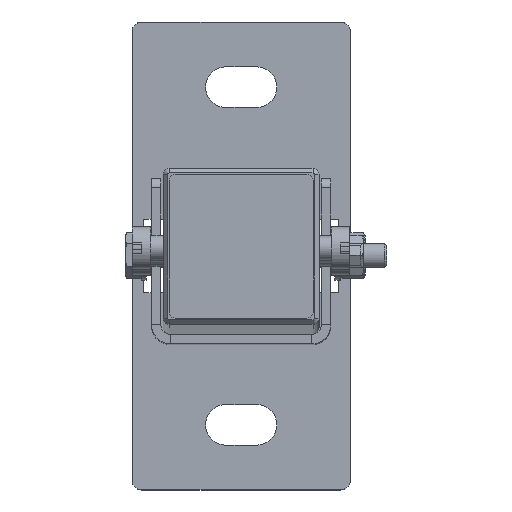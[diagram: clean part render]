
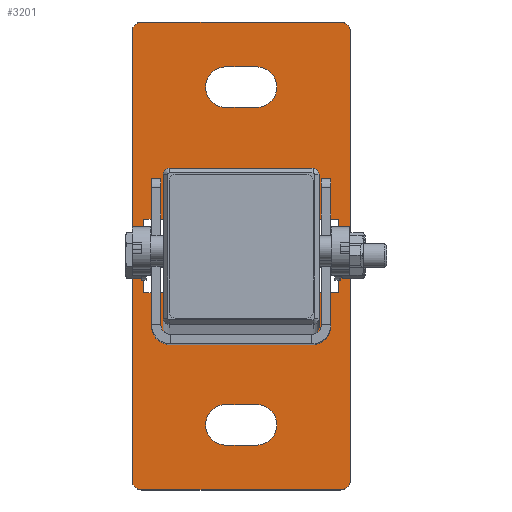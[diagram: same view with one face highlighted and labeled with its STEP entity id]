
A CAD part, top view. The second image highlights one B-rep face of the part: STEP entity #3201.
In plain terms, the highlighted planar face has unit normal (0, 0, 1).
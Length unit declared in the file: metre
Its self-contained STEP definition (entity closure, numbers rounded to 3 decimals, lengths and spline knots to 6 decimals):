
#82=LINE('',#6009,#340);
#86=LINE('',#6021,#344);
#91=LINE('',#6036,#349);
#95=LINE('',#6048,#353);
#99=LINE('',#6060,#357);
#102=LINE('',#6066,#360);
#106=LINE('',#6075,#364);
#109=LINE('',#6081,#367);
#112=LINE('',#6087,#370);
#116=LINE('',#6096,#374);
#119=LINE('',#6102,#377);
#124=LINE('',#6117,#382);
#128=LINE('',#6132,#386);
#130=LINE('',#6135,#388);
#132=LINE('',#6138,#390);
#134=LINE('',#6141,#392);
#340=VECTOR('',#3953,1.);
#344=VECTOR('',#3965,1.);
#349=VECTOR('',#3978,1.);
#353=VECTOR('',#3990,1.);
#357=VECTOR('',#4002,1.);
#360=VECTOR('',#4007,1.);
#364=VECTOR('',#4013,1.);
#367=VECTOR('',#4018,1.);
#370=VECTOR('',#4023,1.);
#374=VECTOR('',#4029,1.);
#377=VECTOR('',#4034,1.);
#382=VECTOR('',#4047,1.);
#386=VECTOR('',#4065,1.);
#388=VECTOR('',#4069,1.);
#390=VECTOR('',#4073,1.);
#392=VECTOR('',#4077,1.);
#1030=ORIENTED_EDGE('',*,*,#1762,.F.);
#1031=ORIENTED_EDGE('',*,*,#1766,.F.);
#1032=ORIENTED_EDGE('',*,*,#1769,.F.);
#1033=ORIENTED_EDGE('',*,*,#1778,.T.);
#1034=ORIENTED_EDGE('',*,*,#1752,.F.);
#1035=ORIENTED_EDGE('',*,*,#1756,.F.);
#1036=ORIENTED_EDGE('',*,*,#1759,.T.);
#1037=ORIENTED_EDGE('',*,*,#1776,.F.);
#1038=ORIENTED_EDGE('',*,*,#1742,.F.);
#1039=ORIENTED_EDGE('',*,*,#1746,.F.);
#1040=ORIENTED_EDGE('',*,*,#1749,.T.);
#1041=ORIENTED_EDGE('',*,*,#1774,.F.);
#1042=ORIENTED_EDGE('',*,*,#1720,.F.);
#1043=ORIENTED_EDGE('',*,*,#1724,.T.);
#1044=ORIENTED_EDGE('',*,*,#1727,.F.);
#1045=ORIENTED_EDGE('',*,*,#1730,.T.);
#1046=ORIENTED_EDGE('',*,*,#1733,.T.);
#1047=ORIENTED_EDGE('',*,*,#1736,.T.);
#1048=ORIENTED_EDGE('',*,*,#1739,.T.);
#1049=ORIENTED_EDGE('',*,*,#1772,.T.);
#1050=ORIENTED_EDGE('',*,*,#1710,.T.);
#1051=ORIENTED_EDGE('',*,*,#1714,.T.);
#1052=ORIENTED_EDGE('',*,*,#1717,.T.);
#1053=ORIENTED_EDGE('',*,*,#1780,.F.);
#1710=EDGE_CURVE('',#2123,#2124,#2382,.T.);
#1714=EDGE_CURVE('',#2124,#2127,#82,.T.);
#1717=EDGE_CURVE('',#2127,#2129,#2384,.T.);
#1720=EDGE_CURVE('',#2131,#2132,#86,.T.);
#1724=EDGE_CURVE('',#2131,#2135,#2386,.T.);
#1727=EDGE_CURVE('',#2137,#2135,#91,.T.);
#1730=EDGE_CURVE('',#2137,#2139,#2388,.T.);
#1733=EDGE_CURVE('',#2139,#2141,#95,.T.);
#1736=EDGE_CURVE('',#2141,#2143,#2390,.T.);
#1739=EDGE_CURVE('',#2143,#2145,#99,.T.);
#1742=EDGE_CURVE('',#2147,#2148,#102,.T.);
#1746=EDGE_CURVE('',#2151,#2147,#106,.F.);
#1749=EDGE_CURVE('',#2151,#2153,#109,.T.);
#1752=EDGE_CURVE('',#2155,#2156,#112,.T.);
#1756=EDGE_CURVE('',#2159,#2155,#116,.F.);
#1759=EDGE_CURVE('',#2159,#2161,#119,.T.);
#1762=EDGE_CURVE('',#2163,#2164,#2392,.T.);
#1766=EDGE_CURVE('',#2167,#2163,#124,.T.);
#1769=EDGE_CURVE('',#2169,#2167,#2394,.T.);
#1772=EDGE_CURVE('',#2145,#2132,#2396,.T.);
#1774=EDGE_CURVE('',#2148,#2153,#128,.T.);
#1776=EDGE_CURVE('',#2156,#2161,#130,.T.);
#1778=EDGE_CURVE('',#2169,#2164,#132,.T.);
#1780=EDGE_CURVE('',#2123,#2129,#134,.T.);
#2123=VERTEX_POINT('',#6001);
#2124=VERTEX_POINT('',#6002);
#2127=VERTEX_POINT('',#6010);
#2129=VERTEX_POINT('',#6016);
#2131=VERTEX_POINT('',#6022);
#2132=VERTEX_POINT('',#6023);
#2135=VERTEX_POINT('',#6031);
#2137=VERTEX_POINT('',#6037);
#2139=VERTEX_POINT('',#6043);
#2141=VERTEX_POINT('',#6049);
#2143=VERTEX_POINT('',#6055);
#2145=VERTEX_POINT('',#6061);
#2147=VERTEX_POINT('',#6067);
#2148=VERTEX_POINT('',#6068);
#2151=VERTEX_POINT('',#6076);
#2153=VERTEX_POINT('',#6082);
#2155=VERTEX_POINT('',#6088);
#2156=VERTEX_POINT('',#6089);
#2159=VERTEX_POINT('',#6097);
#2161=VERTEX_POINT('',#6103);
#2163=VERTEX_POINT('',#6109);
#2164=VERTEX_POINT('',#6110);
#2167=VERTEX_POINT('',#6118);
#2169=VERTEX_POINT('',#6124);
#2382=CIRCLE('',#3509,0.0066);
#2384=CIRCLE('',#3513,0.0066);
#2386=CIRCLE('',#3517,0.00318);
#2388=CIRCLE('',#3521,0.00318);
#2390=CIRCLE('',#3525,0.00318);
#2392=CIRCLE('',#3535,0.0066);
#2394=CIRCLE('',#3539,0.0066);
#2396=CIRCLE('',#3542,0.00318);
#2572=EDGE_LOOP('',(#1030,#1031,#1032,#1033));
#2573=EDGE_LOOP('',(#1034,#1035,#1036,#1037));
#2574=EDGE_LOOP('',(#1038,#1039,#1040,#1041));
#2575=EDGE_LOOP('',(#1042,#1043,#1044,#1045,#1046,#1047,#1048,#1049));
#2576=EDGE_LOOP('',(#1050,#1051,#1052,#1053));
#2839=FACE_BOUND('',#2572,.T.);
#2840=FACE_BOUND('',#2573,.T.);
#2841=FACE_BOUND('',#2574,.T.);
#2842=FACE_BOUND('',#2575,.T.);
#2843=FACE_BOUND('',#2576,.T.);
#3067=PLANE('',#3549);
#3201=ADVANCED_FACE('',(#2839,#2840,#2841,#2842,#2843),#3067,.T.);
#3509=AXIS2_PLACEMENT_3D('',#6000,#3945,#3946);
#3513=AXIS2_PLACEMENT_3D('',#6015,#3958,#3959);
#3517=AXIS2_PLACEMENT_3D('',#6030,#3971,#3972);
#3521=AXIS2_PLACEMENT_3D('',#6042,#3983,#3984);
#3525=AXIS2_PLACEMENT_3D('',#6054,#3995,#3996);
#3535=AXIS2_PLACEMENT_3D('',#6108,#4039,#4040);
#3539=AXIS2_PLACEMENT_3D('',#6123,#4052,#4053);
#3542=AXIS2_PLACEMENT_3D('',#6129,#4059,#4060);
#3549=AXIS2_PLACEMENT_3D('',#6144,#4081,#4082);
#3945=DIRECTION('',(0.,0.,-1.));
#3946=DIRECTION('',(1.,0.,0.));
#3953=DIRECTION('',(1.,0.,0.));
#3958=DIRECTION('',(0.,0.,-1.));
#3959=DIRECTION('',(1.,0.,0.));
#3965=DIRECTION('',(0.,-1.,0.));
#3971=DIRECTION('',(0.,0.,1.));
#3972=DIRECTION('',(1.,0.,0.));
#3978=DIRECTION('',(1.,0.,0.));
#3983=DIRECTION('',(0.,0.,1.));
#3984=DIRECTION('',(1.,0.,0.));
#3990=DIRECTION('',(0.,-1.,0.));
#3995=DIRECTION('',(0.,0.,1.));
#3996=DIRECTION('',(1.,0.,0.));
#4002=DIRECTION('',(1.,0.,0.));
#4007=DIRECTION('',(0.,1.,0.));
#4013=DIRECTION('',(-1.,0.,0.));
#4018=DIRECTION('',(0.,1.,0.));
#4023=DIRECTION('',(0.,-1.,0.));
#4029=DIRECTION('',(1.,0.,0.));
#4034=DIRECTION('',(0.,-1.,0.));
#4039=DIRECTION('',(0.,0.,1.));
#4040=DIRECTION('',(1.,0.,0.));
#4047=DIRECTION('',(1.,0.,0.));
#4052=DIRECTION('',(0.,0.,1.));
#4053=DIRECTION('',(1.,0.,0.));
#4059=DIRECTION('',(0.,0.,1.));
#4060=DIRECTION('',(1.,0.,0.));
#4065=DIRECTION('',(-1.,0.,0.));
#4069=DIRECTION('',(1.,0.,0.));
#4073=DIRECTION('',(1.,0.,0.));
#4077=DIRECTION('',(1.,0.,0.));
#4081=DIRECTION('',(0.,0.,1.));
#4082=DIRECTION('',(1.,0.,0.));
#6000=CARTESIAN_POINT('',(-0.005,0.055,0.));
#6001=CARTESIAN_POINT('',(-0.005,0.0484,0.));
#6002=CARTESIAN_POINT('',(-0.005,0.0616,0.));
#6009=CARTESIAN_POINT('',(0.,0.0616,0.));
#6010=CARTESIAN_POINT('',(0.005,0.0616,0.));
#6015=CARTESIAN_POINT('',(0.005,0.055,0.));
#6016=CARTESIAN_POINT('',(0.005,0.0484,0.));
#6021=CARTESIAN_POINT('',(0.035538,0.,0.));
#6022=CARTESIAN_POINT('',(0.035538,0.07302,0.));
#6023=CARTESIAN_POINT('',(0.035538,-0.07302,0.));
#6030=CARTESIAN_POINT('',(0.032358,0.07302,0.));
#6031=CARTESIAN_POINT('',(0.032358,0.0762,0.));
#6036=CARTESIAN_POINT('',(0.,0.0762,0.));
#6037=CARTESIAN_POINT('',(-0.032358,0.0762,0.));
#6042=CARTESIAN_POINT('',(-0.032358,0.07302,0.));
#6043=CARTESIAN_POINT('',(-0.035538,0.07302,0.));
#6048=CARTESIAN_POINT('',(-0.035538,0.,0.));
#6049=CARTESIAN_POINT('',(-0.035538,-0.07302,0.));
#6054=CARTESIAN_POINT('',(-0.032358,-0.07302,0.));
#6055=CARTESIAN_POINT('',(-0.032358,-0.0762,0.));
#6060=CARTESIAN_POINT('',(0.,-0.0762,0.));
#6061=CARTESIAN_POINT('',(0.032358,-0.0762,0.));
#6066=CARTESIAN_POINT('',(-0.02365,0.,0.));
#6067=CARTESIAN_POINT('',(-0.02365,-0.01203,0.));
#6068=CARTESIAN_POINT('',(-0.02365,0.012025,0.));
#6075=CARTESIAN_POINT('',(0.,-0.01203,0.));
#6076=CARTESIAN_POINT('',(-0.031688,-0.01203,0.));
#6081=CARTESIAN_POINT('',(-0.031688,0.,0.));
#6082=CARTESIAN_POINT('',(-0.031688,0.012025,0.));
#6087=CARTESIAN_POINT('',(0.02365,0.,0.));
#6088=CARTESIAN_POINT('',(0.02365,0.012025,0.));
#6089=CARTESIAN_POINT('',(0.02365,-0.01203,0.));
#6096=CARTESIAN_POINT('',(0.,0.012025,0.));
#6097=CARTESIAN_POINT('',(0.031688,0.012025,0.));
#6102=CARTESIAN_POINT('',(0.031688,0.,0.));
#6103=CARTESIAN_POINT('',(0.031688,-0.01203,0.));
#6108=CARTESIAN_POINT('',(0.005,-0.055,0.));
#6109=CARTESIAN_POINT('',(0.005,-0.0616,0.));
#6110=CARTESIAN_POINT('',(0.005,-0.0484,0.));
#6117=CARTESIAN_POINT('',(0.,-0.0616,0.));
#6118=CARTESIAN_POINT('',(-0.005,-0.0616,0.));
#6123=CARTESIAN_POINT('',(-0.005,-0.055,0.));
#6124=CARTESIAN_POINT('',(-0.005,-0.0484,0.));
#6129=CARTESIAN_POINT('',(0.032358,-0.07302,0.));
#6132=CARTESIAN_POINT('',(0.,0.012025,0.));
#6135=CARTESIAN_POINT('',(0.,-0.01203,0.));
#6138=CARTESIAN_POINT('',(0.,-0.0484,0.));
#6141=CARTESIAN_POINT('',(0.,0.0484,0.));
#6144=CARTESIAN_POINT('',(0.,0.,0.));
